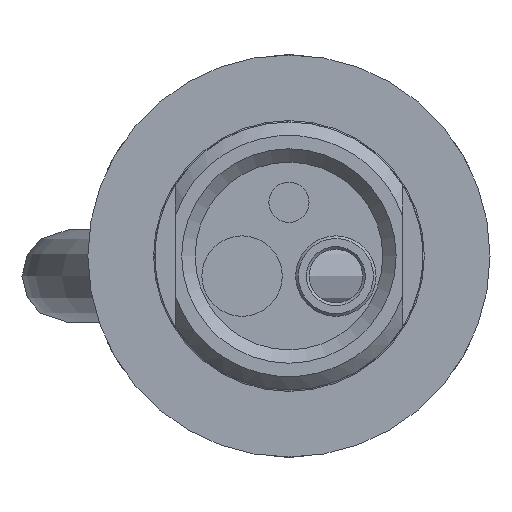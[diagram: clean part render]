
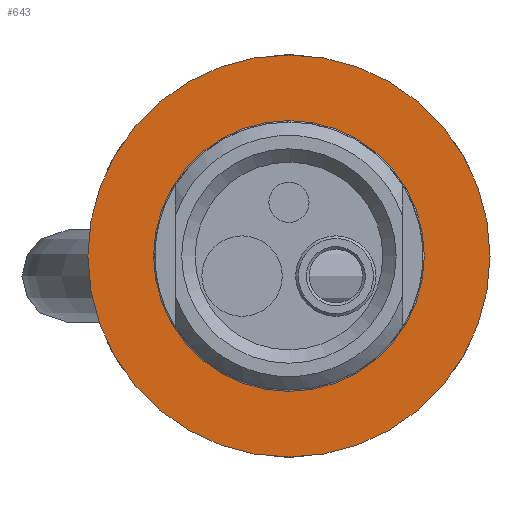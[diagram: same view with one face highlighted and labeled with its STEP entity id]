
A CAD part, left-side view. The second image highlights one B-rep face of the part: STEP entity #643.
In plain terms, the highlighted planar face has unit normal (-1, 0, 0).
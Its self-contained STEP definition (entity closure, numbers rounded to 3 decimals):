
#643 = ADVANCED_FACE( '', ( #1261, #1262 ), #1263, .F. );
#1261 = FACE_BOUND( '', #1900, .T. );
#1262 = FACE_OUTER_BOUND( '', #1901, .T. );
#1263 = PLANE( '', #1902 );
#1900 = EDGE_LOOP( '', ( #4143 ) );
#1901 = EDGE_LOOP( '', ( #4144 ) );
#1902 = AXIS2_PLACEMENT_3D( '', #4145, #4146, #4147 );
#4143 = ORIENTED_EDGE( '', *, *, #4805, .F. );
#4144 = ORIENTED_EDGE( '', *, *, #4857, .T. );
#4145 = CARTESIAN_POINT( '', ( 0., 0., 15. ) );
#4146 = DIRECTION( '', ( 1., 0., 0. ) );
#4147 = DIRECTION( '', ( 0., 0., -1. ) );
#4805 = EDGE_CURVE( '', #5423, #5423, #5424, .T. );
#4857 = EDGE_CURVE( '', #5490, #5490, #5491, .T. );
#5423 = VERTEX_POINT( '', #6374 );
#5424 = CIRCLE( '', #6375, 10.1 );
#5490 = VERTEX_POINT( '', #6449 );
#5491 = CIRCLE( '', #6450, 15. );
#6374 = CARTESIAN_POINT( '', ( 0., 0., 10.1 ) );
#6375 = AXIS2_PLACEMENT_3D( '', #7015, #7016, #7017 );
#6449 = CARTESIAN_POINT( '', ( 0., 0., 15. ) );
#6450 = AXIS2_PLACEMENT_3D( '', #7074, #7075, #7076 );
#7015 = CARTESIAN_POINT( '', ( 0., 0., 0. ) );
#7016 = DIRECTION( '', ( -1., 0., 0. ) );
#7017 = DIRECTION( '', ( 0., 0., 1. ) );
#7074 = CARTESIAN_POINT( '', ( 0., 0., 0. ) );
#7075 = DIRECTION( '', ( -1., 0., 0. ) );
#7076 = DIRECTION( '', ( 0., 0., 1. ) );
